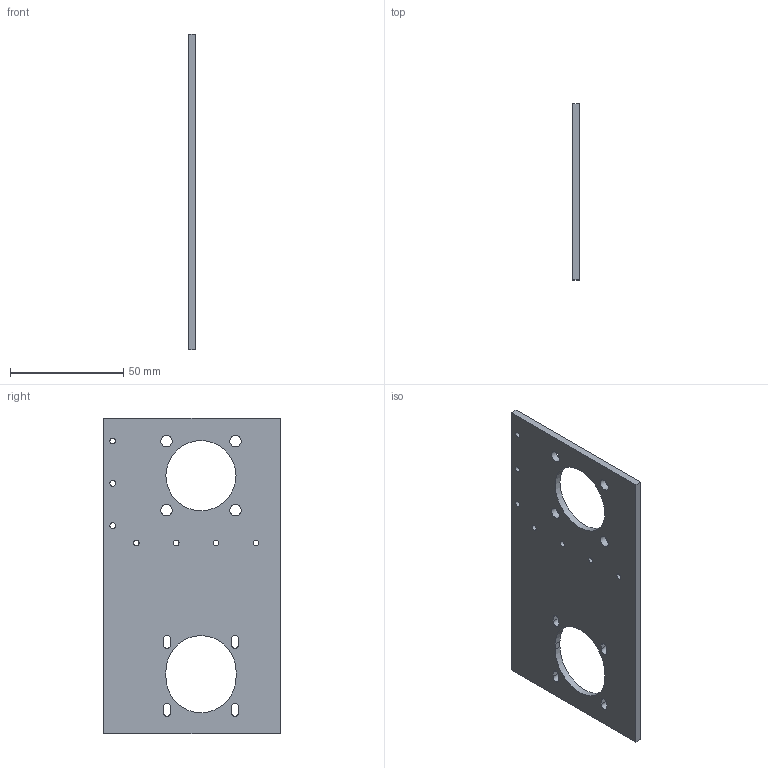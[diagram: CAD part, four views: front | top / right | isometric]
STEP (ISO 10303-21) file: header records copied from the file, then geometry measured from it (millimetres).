
FILE_DESCRIPTION(/* description */ (''),/* implementation_level */ '2;1');
FILE_NAME(/* name */ 'CantileverSupport.step',/* time_stamp */ '2020-12-21T16:39:48-05:00',/* author */ (''),/* organization */ (''),/* preprocessor_version */ 'ST-DEVELOPER v18.1',/* originating_system */ 'Autodesk Translation Framework v9.7.1.1290',/* authorisation */ '');
FILE_SCHEMA (('AUTOMOTIVE_DESIGN { 1 0 10303 214 3 1 1 }'));
Length unit declared in the file: millimetre
Products named in the file (1): CantileverSupport
Bounding box: 3 x 77.93 x 139.16 mm (x, y, z)
Volume: 27188.6 mm3; surface area: 20569 mm2
Topology: 1 solids, 1 shells, 38 faces, 108 edges, 72 vertices
Faces by surface type: cylinder 22, plane 16
Full cylindrical faces by diameter (mm): 2.529 x7, 5 x4, 31 x1
Entity records: 1357 total; most frequent: DIRECTION 230, CARTESIAN_POINT 219, ORIENTED_EDGE 216, EDGE_CURVE 108, AXIS2_PLACEMENT_3D 83, EDGE_LOOP 72, VERTEX_POINT 72, LINE 64
